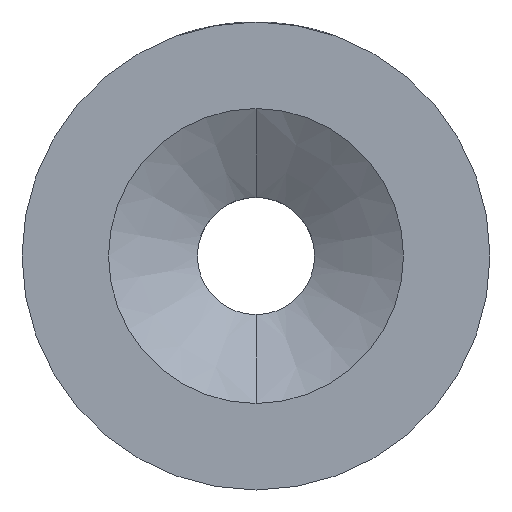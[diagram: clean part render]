
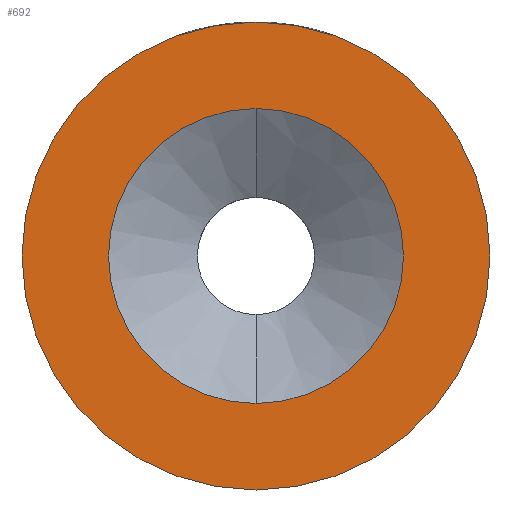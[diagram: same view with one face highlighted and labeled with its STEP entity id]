
A CAD part, front view. The second image highlights one B-rep face of the part: STEP entity #692.
In plain terms, the highlighted planar face has unit normal (0, -1, 0).
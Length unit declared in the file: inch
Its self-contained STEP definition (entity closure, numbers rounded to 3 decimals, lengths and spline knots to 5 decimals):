
#67 = CARTESIAN_POINT ( 'NONE',  ( 0., 0., 0.15748 ) ) ;
#97 = DIRECTION ( 'NONE',  ( 0., 0., 1. ) ) ;
#98 = CARTESIAN_POINT ( 'NONE',  ( 0., 0., 0. ) ) ;
#102 = PLANE ( 'NONE',  #506 ) ;
#105 = CARTESIAN_POINT ( 'NONE',  ( 0., 0., -0.15748 ) ) ;
#106 = DIRECTION ( 'NONE',  ( 0., 0., -1. ) ) ;
#107 = DIRECTION ( 'NONE',  ( 0., -1., 0. ) ) ;
#108 = CARTESIAN_POINT ( 'NONE',  ( 0., 0., 0. ) ) ;
#110 = DIRECTION ( 'NONE',  ( 0., 1., 0. ) ) ;
#145 = ORIENTED_EDGE ( 'NONE', *, *, #578, .F. ) ;
#148 = FACE_OUTER_BOUND ( 'NONE', #555, .T. ) ;
#156 = FACE_BOUND ( 'NONE', #432, .T. ) ;
#175 = CIRCLE ( 'NONE', #206, 0.15748 ) ;
#190 = CIRCLE ( 'NONE', #790, 0.15748 ) ;
#191 = CIRCLE ( 'NONE', #783, 0.24985 ) ;
#206 = AXIS2_PLACEMENT_3D ( 'NONE', #108, #107, #106 ) ;
#213 = CIRCLE ( 'NONE', #480, 0.24985 ) ;
#215 = DIRECTION ( 'NONE',  ( 0., 0., -1. ) ) ;
#216 = DIRECTION ( 'NONE',  ( 0., -1., 0. ) ) ;
#218 = CARTESIAN_POINT ( 'NONE',  ( 0., 0., 0. ) ) ;
#288 = DIRECTION ( 'NONE',  ( 0., 0., 1. ) ) ;
#289 = DIRECTION ( 'NONE',  ( 0., 1., 0. ) ) ;
#295 = CARTESIAN_POINT ( 'NONE',  ( 0., 0., 0. ) ) ;
#315 = CARTESIAN_POINT ( 'NONE',  ( 0., 0., -0.24985 ) ) ;
#366 = VERTEX_POINT ( 'NONE', #315 ) ;
#376 = ORIENTED_EDGE ( 'NONE', *, *, #544, .F. ) ;
#410 = DIRECTION ( 'NONE',  ( 0., 0., 1. ) ) ;
#411 = DIRECTION ( 'NONE',  ( 0., 1., 0. ) ) ;
#414 = CARTESIAN_POINT ( 'NONE',  ( 0., 0., 0. ) ) ;
#432 = EDGE_LOOP ( 'NONE', ( #753, #652 ) ) ;
#446 = VERTEX_POINT ( 'NONE', #816 ) ;
#480 = AXIS2_PLACEMENT_3D ( 'NONE', #414, #411, #410 ) ;
#506 = AXIS2_PLACEMENT_3D ( 'NONE', #98, #110, #97 ) ;
#544 = EDGE_CURVE ( 'NONE', #366, #446, #213, .T. ) ;
#555 = EDGE_LOOP ( 'NONE', ( #376, #145 ) ) ;
#578 = EDGE_CURVE ( 'NONE', #446, #366, #191, .T. ) ;
#607 = EDGE_CURVE ( 'NONE', #830, #740, #190, .T. ) ;
#639 = EDGE_CURVE ( 'NONE', #740, #830, #175, .T. ) ;
#652 = ORIENTED_EDGE ( 'NONE', *, *, #607, .F. ) ;
#692 = ADVANCED_FACE ( 'NONE', ( #156, #148 ), #102, .F. ) ;
#740 = VERTEX_POINT ( 'NONE', #105 ) ;
#753 = ORIENTED_EDGE ( 'NONE', *, *, #639, .F. ) ;
#783 = AXIS2_PLACEMENT_3D ( 'NONE', #295, #289, #288 ) ;
#790 = AXIS2_PLACEMENT_3D ( 'NONE', #218, #216, #215 ) ;
#816 = CARTESIAN_POINT ( 'NONE',  ( 0., 0., 0.24985 ) ) ;
#830 = VERTEX_POINT ( 'NONE', #67 ) ;
